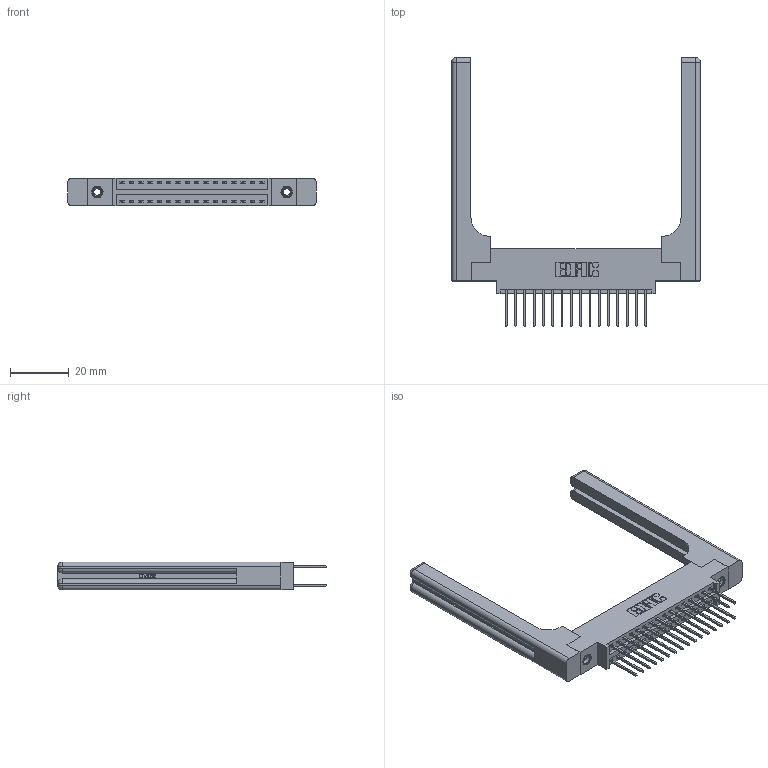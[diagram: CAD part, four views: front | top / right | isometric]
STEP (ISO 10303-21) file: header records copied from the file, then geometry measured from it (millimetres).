
FILE_DESCRIPTION (( 'STEP AP203' ), '1' );
FILE_NAME ('346-032-522-858.STEP', '2022-05-19T17:49:44', ( '' ), ( '' ), 'SwSTEP 2.0', 'SolidWorks 2020', '' );
FILE_SCHEMA (( 'CONFIG_CONTROL_DESIGN' ));
Length unit declared in the file: inch
Products named in the file (5): 346 Part_0.170 Offset - 0.156 Dia-TH; 345-292-001_345-293-122; 345-250-001_345-250-001-102; 346-220-058_345-220-058; 346-032-522-858
Assembly tree (37 placements, depth 2):
  346-032-522-858
    346 Part_0.170 Offset - 0.156 Dia-TH
    345-292-001_345-293-122  x32
    345-250-001_345-250-001-102  x2
    346-220-058_345-220-058  x2
Bounding box: 84.86 x 91.69 x 9.4 mm (x, y, z)
Volume: 15476.6 mm3; surface area: 16130.7 mm2
Topology: 37 solids, 37 shells, 2060 faces, 6003 edges, 3938 vertices
Faces by surface type: plane 1362, cylinder 638, bspline 36, cone 12, sphere 8, torus 4
Entity records: 19690 total; most frequent: CARTESIAN_POINT 4295, ORIENTED_EDGE 3024, DIRECTION 2768, EDGE_CURVE 1512, LINE 1224, VECTOR 1224, VERTEX_POINT 998, AXIS2_PLACEMENT_3D 772
